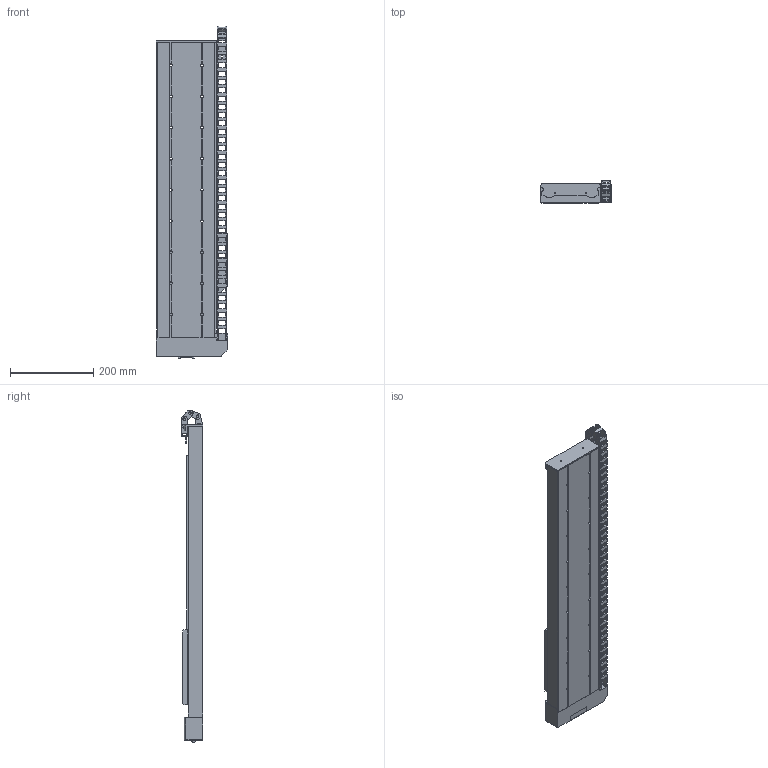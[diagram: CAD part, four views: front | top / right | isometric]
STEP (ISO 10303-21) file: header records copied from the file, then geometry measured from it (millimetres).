
FILE_DESCRIPTION (( 'STEP AP203' ), '1' );
FILE_NAME ('LDQ0450C-AE53T10A.step', '2023-10-06T19:25:01', ( '' ), ( '' ), 'SwSTEP 2.0', 'SolidWorks 2019', '' );
FILE_SCHEMA (( 'CONFIG_CONTROL_DESIGN' ));
Length unit declared in the file: millimetre
Products named in the file (7): LDQ_base^LDQ_LDQ0450-T10A; LDQ0450C-AE53T10A; LDQ_cable_link^LDQ_cable_LDQ; LDQ_cable_end^LDQ_cable_LDQ_bore; LDQ_cable^LDQ_LDQ0450; LDQ_carriage^LDQ; LDQ_cable_end^LDQ_cable_LDQ_pin
Assembly tree (44 placements, depth 3):
  LDQ0450C-AE53T10A
    LDQ_base^LDQ_LDQ0450-T10A
    LDQ_carriage^LDQ
    LDQ_cable^LDQ_LDQ0450
      LDQ_cable_end^LDQ_cable_LDQ_bore
      LDQ_cable_end^LDQ_cable_LDQ_pin
      LDQ_cable_link^LDQ_cable_LDQ  x39
Bounding box: 171 x 52.3 x 799.23 mm (x, y, z)
Volume: 2994623.4 mm3; surface area: 877528.3 mm2
Topology: 99 solids, 99 shells, 3343 faces, 8711 edges, 5748 vertices
Faces by surface type: plane 2001, cylinder 1334, cone 8
Entity records: 48286 total; most frequent: CARTESIAN_POINT 8266, DIRECTION 7969, ORIENTED_EDGE 7678, EDGE_CURVE 3839, VECTOR 2843, LINE 2843, AXIS2_PLACEMENT_3D 2563, VERTEX_POINT 2556
